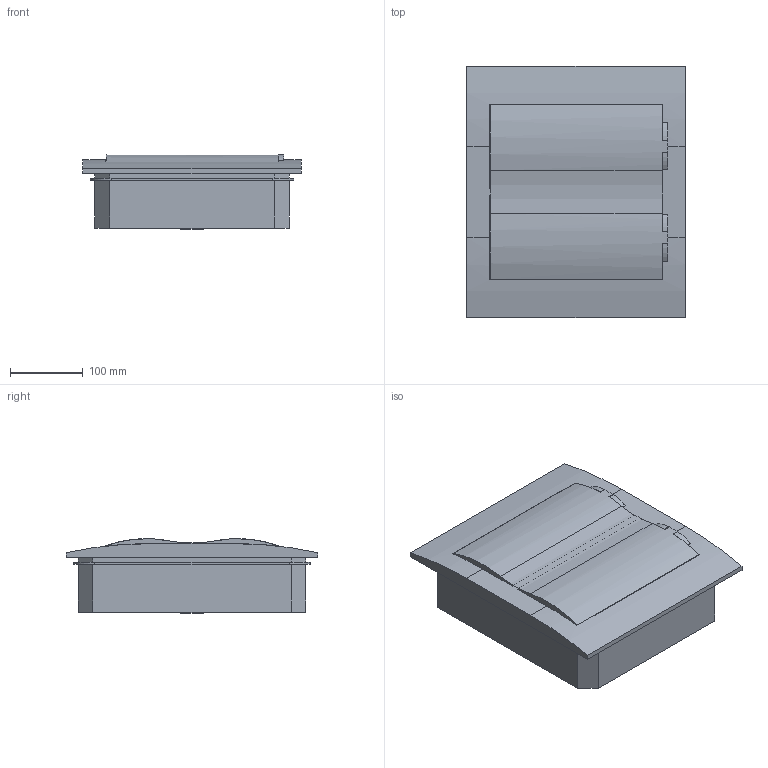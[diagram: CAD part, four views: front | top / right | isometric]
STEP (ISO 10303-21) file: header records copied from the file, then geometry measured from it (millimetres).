
FILE_DESCRIPTION((''),'2;1');
FILE_NAME('SB109234_3D-SIMPLIFIED_ASM','2014-09-19T',('FBon'),(''),'PRO/ENGINEER BY PARAMETRIC TECHNOLOGY CORPORATION, 2009280','PRO/ENGINEER BY PARAMETRIC TECHNOLOGY CORPORATION, 2009280','');
FILE_SCHEMA(('CONFIG_CONTROL_DESIGN'));
Length unit declared in the file: millimetre
Products named in the file (7): COQUE_AVANT; COQUE_ARRIERE; PIECE_02; PIECE_01_2; RAIL; CHARNIERES; SB109234_3D-SIMPLIFIED_ASM
Assembly tree (8 placements, depth 2):
  SB109234_3D-SIMPLIFIED_ASM
    COQUE_AVANT
    COQUE_ARRIERE
    PIECE_02  x2
    PIECE_01_2
    RAIL  x2
    CHARNIERES
Bounding box: 300 x 345 x 102.48 mm (x, y, z)
Volume: 2406386.2 mm3; surface area: 808618.3 mm2
Topology: 11 solids, 11 shells, 230 faces, 596 edges, 395 vertices
Faces by surface type: plane 193, cylinder 35, sphere 2
Entity records: 5502 total; most frequent: CARTESIAN_POINT 946, DIRECTION 904, ORIENTED_EDGE 904, EDGE_CURVE 452, VECTOR 386, LINE 386, VERTEX_POINT 301, AXIS2_PLACEMENT_3D 259
